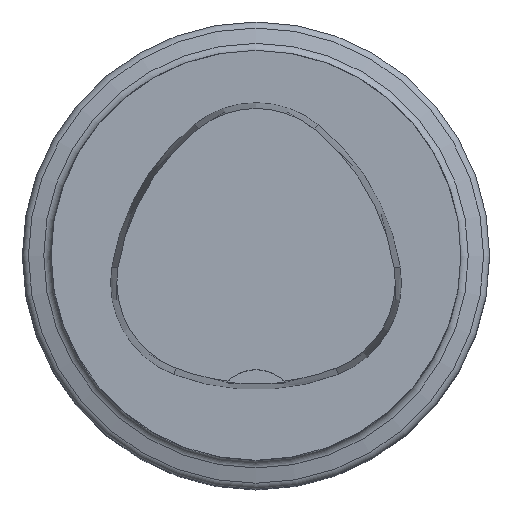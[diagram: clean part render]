
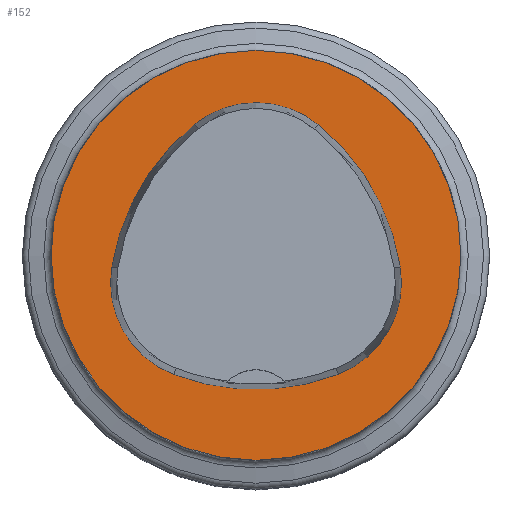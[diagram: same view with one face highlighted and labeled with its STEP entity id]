
A CAD part, top view. The second image highlights one B-rep face of the part: STEP entity #152.
In plain terms, the highlighted planar face has unit normal (0, 0, 1).
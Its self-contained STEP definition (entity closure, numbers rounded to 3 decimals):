
#88=PLANE('',#541);
#152=ADVANCED_FACE('',(#190,#191),#88,.T.);
#190=FACE_BOUND('',#220,.T.);
#191=FACE_BOUND('',#221,.T.);
#220=EDGE_LOOP('',(#305,#306,#307,#308,#309,#310));
#221=EDGE_LOOP('',(#311));
#305=ORIENTED_EDGE('',*,*,#436,.T.);
#306=ORIENTED_EDGE('',*,*,#416,.T.);
#307=ORIENTED_EDGE('',*,*,#420,.T.);
#308=ORIENTED_EDGE('',*,*,#423,.T.);
#309=ORIENTED_EDGE('',*,*,#426,.T.);
#310=ORIENTED_EDGE('',*,*,#434,.T.);
#311=ORIENTED_EDGE('',*,*,#407,.F.);
#366=VERTEX_POINT('',#785);
#375=VERTEX_POINT('',#804);
#376=VERTEX_POINT('',#805);
#379=VERTEX_POINT('',#813);
#381=VERTEX_POINT('',#819);
#383=VERTEX_POINT('',#825);
#390=VERTEX_POINT('',#846);
#407=EDGE_CURVE('',#366,#366,#456,.T.);
#416=EDGE_CURVE('',#375,#376,#457,.T.);
#420=EDGE_CURVE('',#376,#379,#459,.T.);
#423=EDGE_CURVE('',#379,#381,#461,.T.);
#426=EDGE_CURVE('',#381,#383,#463,.T.);
#434=EDGE_CURVE('',#383,#390,#467,.T.);
#436=EDGE_CURVE('',#390,#375,#469,.T.);
#456=CIRCLE('',#513,25.);
#457=CIRCLE('',#519,28.);
#459=CIRCLE('',#522,12.);
#461=CIRCLE('',#525,28.);
#463=CIRCLE('',#528,12.);
#467=CIRCLE('',#533,28.);
#469=CIRCLE('',#536,12.);
#513=AXIS2_PLACEMENT_3D('',#784,#607,#608);
#519=AXIS2_PLACEMENT_3D('',#803,#623,#624);
#522=AXIS2_PLACEMENT_3D('',#812,#631,#632);
#525=AXIS2_PLACEMENT_3D('',#818,#638,#639);
#528=AXIS2_PLACEMENT_3D('',#824,#645,#646);
#533=AXIS2_PLACEMENT_3D('',#847,#657,#658);
#536=AXIS2_PLACEMENT_3D('',#850,#663,#664);
#541=AXIS2_PLACEMENT_3D('',#855,#673,#674);
#607=DIRECTION('',(0.,0.,-1.));
#608=DIRECTION('',(-1.,0.,0.));
#623=DIRECTION('',(0.,0.,-1.));
#624=DIRECTION('',(-1.,0.,0.));
#631=DIRECTION('',(0.,0.,-1.));
#632=DIRECTION('',(-1.,0.,0.));
#638=DIRECTION('',(0.,0.,-1.));
#639=DIRECTION('',(-1.,0.,0.));
#645=DIRECTION('',(0.,0.,-1.));
#646=DIRECTION('',(-1.,0.,0.));
#657=DIRECTION('',(0.,0.,-1.));
#658=DIRECTION('',(-1.,0.,0.));
#663=DIRECTION('',(0.,0.,-1.));
#664=DIRECTION('',(-1.,0.,0.));
#673=DIRECTION('',(0.,0.,1.));
#674=DIRECTION('',(1.,0.,0.));
#784=CARTESIAN_POINT('',(0.,0.,0.));
#785=CARTESIAN_POINT('',(-25.,0.,0.));
#803=CARTESIAN_POINT('',(10.068,-5.824,0.));
#804=CARTESIAN_POINT('',(-17.584,-1.424,0.));
#805=CARTESIAN_POINT('',(-7.531,15.953,0.));
#812=CARTESIAN_POINT('',(0.011,6.62,0.));
#813=CARTESIAN_POINT('',(7.567,15.942,0.));
#818=CARTESIAN_POINT('',(-10.063,-5.81,0.));
#819=CARTESIAN_POINT('',(17.59,-1.418,0.));
#824=CARTESIAN_POINT('',(5.739,-3.3,0.));
#825=CARTESIAN_POINT('',(10.05,-14.499,0.));
#846=CARTESIAN_POINT('',(-10.025,-14.516,0.));
#847=CARTESIAN_POINT('',(-0.01,11.631,0.));
#850=CARTESIAN_POINT('',(-5.733,-3.31,0.));
#855=CARTESIAN_POINT('',(0.,0.,0.));
